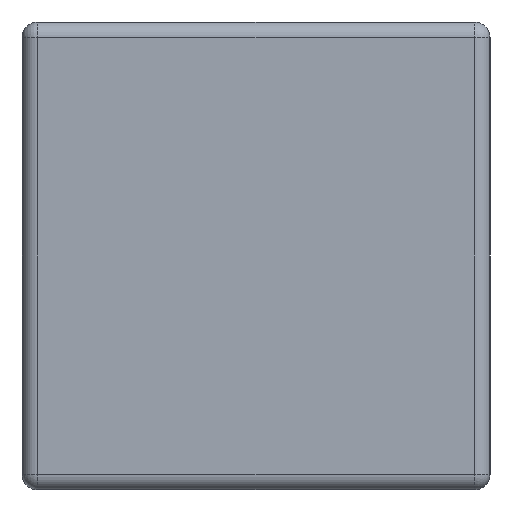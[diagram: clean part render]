
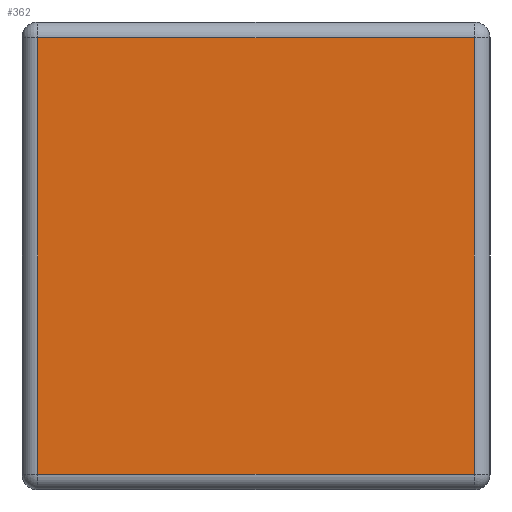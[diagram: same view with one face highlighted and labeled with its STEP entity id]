
A CAD part, left-side view. The second image highlights one B-rep face of the part: STEP entity #362.
In plain terms, the highlighted planar face has unit normal (-1, 0, 0).
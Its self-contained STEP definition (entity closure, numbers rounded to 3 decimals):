
#62 = PLANE ( 'NONE',  #160 ) ;
#128 = DIRECTION ( 'NONE',  ( 0., 0., 1. ) ) ;
#138 = DIRECTION ( 'NONE',  ( 0., 1., 0. ) ) ;
#146 = LINE ( 'NONE', #1426, #1403 ) ;
#160 = AXIS2_PLACEMENT_3D ( 'NONE', #234, #383, #720 ) ;
#234 = CARTESIAN_POINT ( 'NONE',  ( -0.3, 0.15, -0.15 ) ) ;
#290 = CARTESIAN_POINT ( 'NONE',  ( -0.3, -0.14, 0.14 ) ) ;
#324 = VECTOR ( 'NONE', #1343, 1000. ) ;
#329 = EDGE_CURVE ( 'NONE', #723, #1002, #638, .T. ) ;
#342 = ORIENTED_EDGE ( 'NONE', *, *, #459, .T. ) ;
#362 = ADVANCED_FACE ( 'NONE', ( #1238 ), #62, .F. ) ;
#383 = DIRECTION ( 'NONE',  ( 1., 0., 0. ) ) ;
#441 = LINE ( 'NONE', #827, #324 ) ;
#459 = EDGE_CURVE ( 'NONE', #1649, #723, #146, .T. ) ;
#513 = CARTESIAN_POINT ( 'NONE',  ( -0.3, 0.14, -0.14 ) ) ;
#602 = EDGE_CURVE ( 'NONE', #1002, #1432, #441, .T. ) ;
#638 = LINE ( 'NONE', #1154, #1018 ) ;
#698 = EDGE_LOOP ( 'NONE', ( #1032, #1128, #342, #1358 ) ) ;
#720 = DIRECTION ( 'NONE',  ( 0., 0., -1. ) ) ;
#723 = VERTEX_POINT ( 'NONE', #921 ) ;
#733 = VECTOR ( 'NONE', #128, 1000. ) ;
#827 = CARTESIAN_POINT ( 'NONE',  ( -0.3, 0.15, -0.14 ) ) ;
#921 = CARTESIAN_POINT ( 'NONE',  ( -0.3, 0.14, 0.14 ) ) ;
#1002 = VERTEX_POINT ( 'NONE', #513 ) ;
#1014 = LINE ( 'NONE', #1679, #733 ) ;
#1018 = VECTOR ( 'NONE', #1461, 1000. ) ;
#1032 = ORIENTED_EDGE ( 'NONE', *, *, #602, .T. ) ;
#1128 = ORIENTED_EDGE ( 'NONE', *, *, #1260, .T. ) ;
#1154 = CARTESIAN_POINT ( 'NONE',  ( -0.3, 0.14, -0.15 ) ) ;
#1238 = FACE_OUTER_BOUND ( 'NONE', #698, .T. ) ;
#1256 = CARTESIAN_POINT ( 'NONE',  ( -0.3, -0.14, -0.14 ) ) ;
#1260 = EDGE_CURVE ( 'NONE', #1432, #1649, #1014, .T. ) ;
#1343 = DIRECTION ( 'NONE',  ( 0., -1., 0. ) ) ;
#1358 = ORIENTED_EDGE ( 'NONE', *, *, #329, .T. ) ;
#1403 = VECTOR ( 'NONE', #138, 1000. ) ;
#1426 = CARTESIAN_POINT ( 'NONE',  ( -0.3, 0.15, 0.14 ) ) ;
#1432 = VERTEX_POINT ( 'NONE', #1256 ) ;
#1461 = DIRECTION ( 'NONE',  ( 0., 0., -1. ) ) ;
#1649 = VERTEX_POINT ( 'NONE', #290 ) ;
#1679 = CARTESIAN_POINT ( 'NONE',  ( -0.3, -0.14, -0.15 ) ) ;
